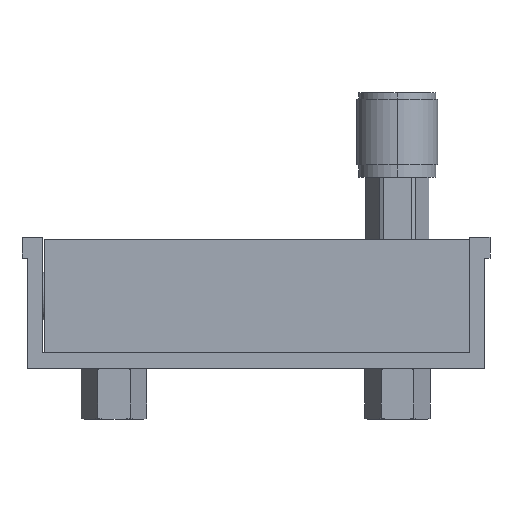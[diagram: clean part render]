
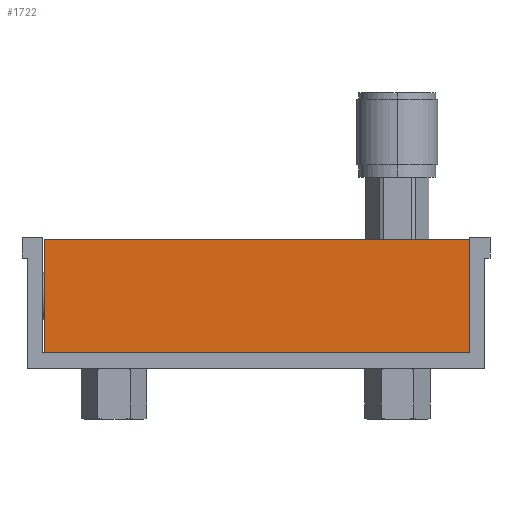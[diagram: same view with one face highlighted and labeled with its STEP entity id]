
A CAD part, left-side view. The second image highlights one B-rep face of the part: STEP entity #1722.
In plain terms, the highlighted face is planar.
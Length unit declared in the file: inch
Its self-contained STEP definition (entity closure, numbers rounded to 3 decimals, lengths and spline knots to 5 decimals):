
#900=DIRECTION('',(0.,0.,-1.));
#901=VECTOR('',#900,1.);
#902=CARTESIAN_POINT('',(0.5,0.,0.5));
#903=LINE('',#902,#901);
#912=DIRECTION('',(0.,1.,0.));
#913=VECTOR('',#912,3.75);
#914=CARTESIAN_POINT('',(0.5,0.,-0.5));
#915=LINE('',#914,#913);
#1006=DIRECTION('',(0.,1.,0.));
#1007=VECTOR('',#1006,3.75);
#1008=CARTESIAN_POINT('',(0.5,0.,0.5));
#1009=LINE('',#1008,#1007);
#1042=DIRECTION('',(0.,0.,-1.));
#1043=VECTOR('',#1042,1.);
#1044=CARTESIAN_POINT('',(0.5,3.75,0.5));
#1045=LINE('',#1044,#1043);
#1462=CARTESIAN_POINT('',(0.5,0.,0.5));
#1463=VERTEX_POINT('',#1462);
#1464=CARTESIAN_POINT('',(0.5,0.,-0.5));
#1465=VERTEX_POINT('',#1464);
#1470=CARTESIAN_POINT('',(0.5,3.75,0.5));
#1471=VERTEX_POINT('',#1470);
#1472=CARTESIAN_POINT('',(0.5,3.75,-0.5));
#1473=VERTEX_POINT('',#1472);
#1709=CARTESIAN_POINT('',(0.5,0.,0.5));
#1710=DIRECTION('',(1.,0.,0.));
#1711=DIRECTION('',(0.,0.,-1.));
#1712=AXIS2_PLACEMENT_3D('',#1709,#1710,#1711);
#1713=PLANE('',#1712);
#1714=ORIENTED_EDGE('',*,*,#1617,.F.);
#1716=ORIENTED_EDGE('',*,*,#1715,.T.);
#1718=ORIENTED_EDGE('',*,*,#1717,.T.);
#1719=ORIENTED_EDGE('',*,*,#1645,.F.);
#1720=EDGE_LOOP('',(#1714,#1716,#1718,#1719));
#1721=FACE_OUTER_BOUND('',#1720,.F.);
#1722=ADVANCED_FACE('',(#1721),#1713,.T.);
#1617=EDGE_CURVE('',#1463,#1465,#903,.T.);
#1645=EDGE_CURVE('',#1465,#1473,#915,.T.);
#1715=EDGE_CURVE('',#1463,#1471,#1009,.T.);
#1717=EDGE_CURVE('',#1471,#1473,#1045,.T.);
